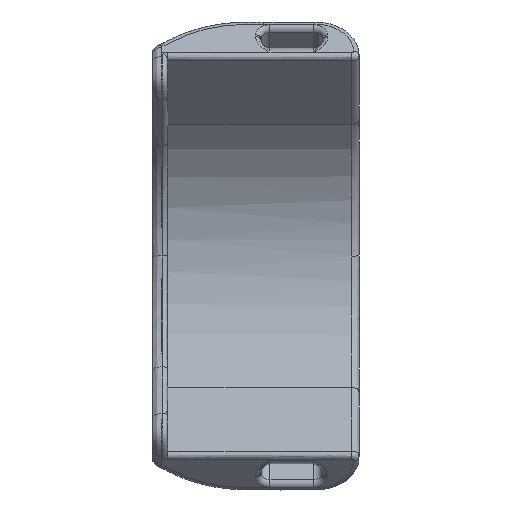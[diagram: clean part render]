
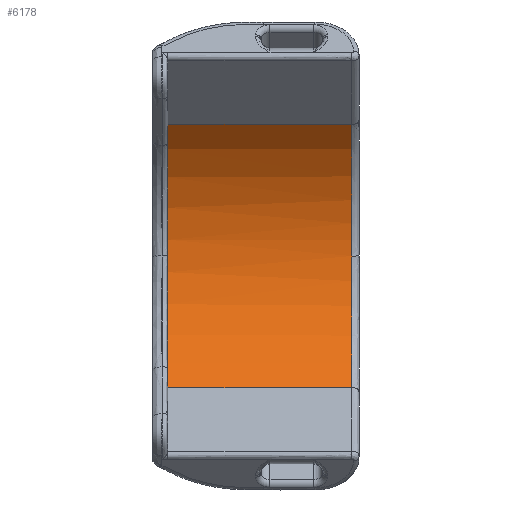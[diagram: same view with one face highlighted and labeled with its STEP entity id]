
A CAD part, left-side view. The second image highlights one B-rep face of the part: STEP entity #6178.
In plain terms, the highlighted cylindrical face has radius 25.293 mm (diameter 50.586 mm), a partial arc.
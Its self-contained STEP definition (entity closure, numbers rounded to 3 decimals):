
#169 = FACE_OUTER_BOUND ( 'NONE', #6301, .T. ) ;
#282 = DIRECTION ( 'NONE',  ( 0., -1., 0. ) ) ;
#1121 = CARTESIAN_POINT ( 'NONE',  ( 27., 1., -1.655 ) ) ;
#2935 = CARTESIAN_POINT ( 'NONE',  ( 19.592, 67.783, 17.885 ) ) ;
#2958 = EDGE_CURVE ( 'NONE', #3649, #7465, #7202, .T. ) ;
#3061 = VERTEX_POINT ( 'NONE', #9491 ) ;
#3327 = B_SPLINE_CURVE_WITH_KNOTS ( 'NONE', 3,
 ( #17983, #6253, #9404, #9297, #7934, #14318, #4142, #16408, #1121, #12623 ),
 .UNSPECIFIED., .F., .F.,
 ( 4, 2, 2, 2, 4 ),
 ( 0., 0.25, 0.5, 0.75, 1. ),
 .UNSPECIFIED. ) ;
#3577 = ORIENTED_EDGE ( 'NONE', *, *, #6515, .T. ) ;
#3649 = VERTEX_POINT ( 'NONE', #13602 ) ;
#4122 = CARTESIAN_POINT ( 'NONE',  ( 22.05, 1., 15.427 ) ) ;
#4142 = CARTESIAN_POINT ( 'NONE',  ( 26.191, 1., -6.558 ) ) ;
#4849 = CARTESIAN_POINT ( 'NONE',  ( 19.592, 67.783, -17.885 ) ) ;
#5042 = CARTESIAN_POINT ( 'NONE',  ( 27., 1., 0. ) ) ;
#5591 = CARTESIAN_POINT ( 'NONE',  ( 19.592, 1., 17.885 ) ) ;
#5765 = VERTEX_POINT ( 'NONE', #17573 ) ;
#6178 = ADVANCED_FACE ( 'NONE', ( #169 ), #7100, .F. ) ;
#6253 = CARTESIAN_POINT ( 'NONE',  ( 20.762, 1., -16.714 ) ) ;
#6301 = EDGE_LOOP ( 'NONE', ( #19313, #3577, #16809, #10835, #11455 ) ) ;
#6515 = EDGE_CURVE ( 'NONE', #21437, #5765, #7468, .T. ) ;
#6984 = CARTESIAN_POINT ( 'NONE',  ( 1.707, 67.783, 0. ) ) ;
#7100 = CYLINDRICAL_SURFACE ( 'NONE', #10669, 25.293 ) ;
#7161 = CARTESIAN_POINT ( 'NONE',  ( 27., 1., 0. ) ) ;
#7202 = B_SPLINE_CURVE_WITH_KNOTS ( 'NONE', 3,
 ( #5591, #4122, #12500, #19329, #7161 ),
 .UNSPECIFIED., .F., .F.,
 ( 4, 1, 4 ),
 ( 0., 0.525, 1. ),
 .UNSPECIFIED. ) ;
#7465 = VERTEX_POINT ( 'NONE', #5042 ) ;
#7468 = CIRCLE ( 'NONE', #22080, 25.293 ) ;
#7934 = CARTESIAN_POINT ( 'NONE',  ( 24.441, 1., -11.209 ) ) ;
#7962 = DIRECTION ( 'NONE',  ( 0., -1., 0. ) ) ;
#9297 = CARTESIAN_POINT ( 'NONE',  ( 23.657, 1., -12.676 ) ) ;
#9404 = CARTESIAN_POINT ( 'NONE',  ( 21.818, 1., -15.428 ) ) ;
#9491 = CARTESIAN_POINT ( 'NONE',  ( 19.592, 1., -17.885 ) ) ;
#10003 = DIRECTION ( 'NONE',  ( 0., -1., 0. ) ) ;
#10669 = AXIS2_PLACEMENT_3D ( 'NONE', #6984, #282, #13794 ) ;
#10835 = ORIENTED_EDGE ( 'NONE', *, *, #11242, .T. ) ;
#10879 = DIRECTION ( 'NONE',  ( 0., 0., 1. ) ) ;
#11242 = EDGE_CURVE ( 'NONE', #3061, #7465, #3327, .T. ) ;
#11455 = ORIENTED_EDGE ( 'NONE', *, *, #2958, .F. ) ;
#11712 = VECTOR ( 'NONE', #7962, 1000. ) ;
#12500 = CARTESIAN_POINT ( 'NONE',  ( 25.752, 1., 9.766 ) ) ;
#12549 = CARTESIAN_POINT ( 'NONE',  ( 1.707, 26., 0. ) ) ;
#12623 = CARTESIAN_POINT ( 'NONE',  ( 27., 1., 0. ) ) ;
#12926 = EDGE_CURVE ( 'NONE', #5765, #3061, #21937, .T. ) ;
#13602 = CARTESIAN_POINT ( 'NONE',  ( 19.592, 1., 17.885 ) ) ;
#13794 = DIRECTION ( 'NONE',  ( 0., 0., -1. ) ) ;
#14186 = EDGE_CURVE ( 'NONE', #21437, #3649, #14773, .T. ) ;
#14318 = CARTESIAN_POINT ( 'NONE',  ( 25.708, 1., -8.15 ) ) ;
#14773 = LINE ( 'NONE', #2935, #11712 ) ;
#16353 = VECTOR ( 'NONE', #10003, 1000. ) ;
#16408 = CARTESIAN_POINT ( 'NONE',  ( 26.837, 1., -3.311 ) ) ;
#16809 = ORIENTED_EDGE ( 'NONE', *, *, #12926, .T. ) ;
#17573 = CARTESIAN_POINT ( 'NONE',  ( 19.592, 26., -17.885 ) ) ;
#17983 = CARTESIAN_POINT ( 'NONE',  ( 19.592, 1., -17.885 ) ) ;
#19313 = ORIENTED_EDGE ( 'NONE', *, *, #14186, .F. ) ;
#19329 = CARTESIAN_POINT ( 'NONE',  ( 26.998, 1., 3.145 ) ) ;
#19380 = DIRECTION ( 'NONE',  ( 0., 1., 0. ) ) ;
#21437 = VERTEX_POINT ( 'NONE', #21473 ) ;
#21473 = CARTESIAN_POINT ( 'NONE',  ( 19.592, 26., 17.885 ) ) ;
#21937 = LINE ( 'NONE', #4849, #16353 ) ;
#22080 = AXIS2_PLACEMENT_3D ( 'NONE', #12549, #19380, #10879 ) ;
